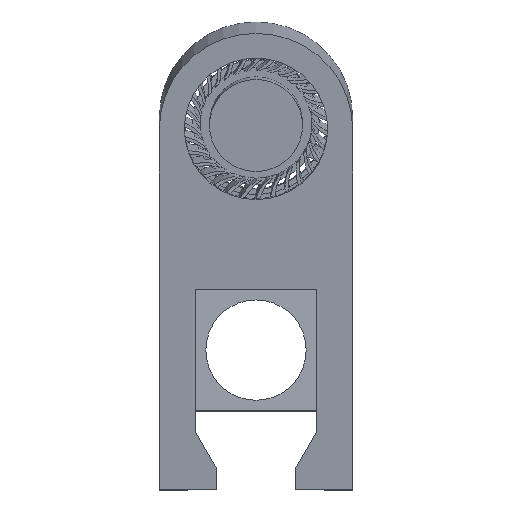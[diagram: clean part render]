
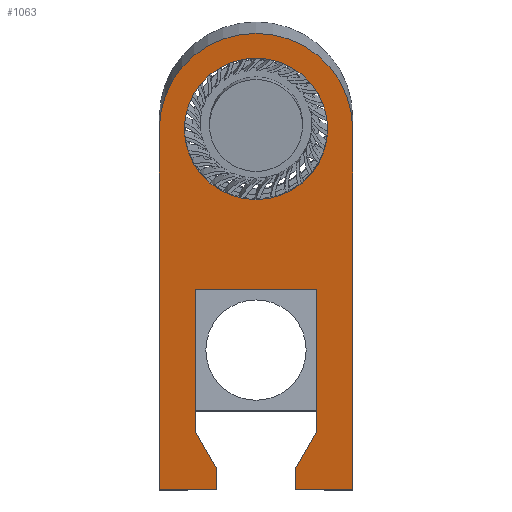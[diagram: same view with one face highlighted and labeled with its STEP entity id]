
A CAD part, top view. The second image highlights one B-rep face of the part: STEP entity #1063.
In plain terms, the highlighted planar face has unit normal (0, -0.161, 0.987).
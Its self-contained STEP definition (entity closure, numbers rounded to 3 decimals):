
#35 = VERTEX_POINT ( 'NONE', #7506 ) ;
#112 = CARTESIAN_POINT ( 'NONE',  ( -17., 17., -5.752 ) ) ;
#189 = CARTESIAN_POINT ( 'NONE',  ( 27., 88.393, 5.87 ) ) ;
#462 = CARTESIAN_POINT ( 'NONE',  ( -11., 88.393, 5.87 ) ) ;
#465 = VERTEX_POINT ( 'NONE', #8719 ) ;
#855 = EDGE_CURVE ( 'NONE', #4626, #952, #6636, .T. ) ;
#952 = VERTEX_POINT ( 'NONE', #1287 ) ;
#1043 = DIRECTION ( 'NONE',  ( 0., 0.987, 0.161 ) ) ;
#1063 = ADVANCED_FACE ( 'NONE', ( #4449, #6707 ), #3352, .F. ) ;
#1088 = VERTEX_POINT ( 'NONE', #6135 ) ;
#1091 = EDGE_CURVE ( 'NONE', #5753, #35, #11689, .T. ) ;
#1287 = CARTESIAN_POINT ( 'NONE',  ( 17., 17., -5.752 ) ) ;
#1420 = AXIS2_PLACEMENT_3D ( 'NONE', #189, #4590, #7807 ) ;
#1437 = ORIENTED_EDGE ( 'NONE', *, *, #13457, .T. ) ;
#1485 = DIRECTION ( 'NONE',  ( 0., 0.987, 0.161 ) ) ;
#1488 = EDGE_CURVE ( 'NONE', #465, #5336, #13631, .T. ) ;
#1657 = VECTOR ( 'NONE', #1043, 1000. ) ;
#1945 = CARTESIAN_POINT ( 'NONE',  ( -54.591, 42.503, -1.601 ) ) ;
#2102 = CARTESIAN_POINT ( 'NONE',  ( 27., 17., -5.752 ) ) ;
#2197 = VECTOR ( 'NONE', #8360, 1000. ) ;
#2339 = EDGE_CURVE ( 'NONE', #2574, #13814, #3316, .T. ) ;
#2432 = LINE ( 'NONE', #8000, #12341 ) ;
#2574 = VERTEX_POINT ( 'NONE', #10901 ) ;
#2685 = EDGE_LOOP ( 'NONE', ( #11089, #1437 ) ) ;
#2713 = ORIENTED_EDGE ( 'NONE', *, *, #6212, .T. ) ;
#2823 = VECTOR ( 'NONE', #13774, 1000. ) ;
#2985 = VECTOR ( 'NONE', #3340, 1000. ) ;
#3064 = CARTESIAN_POINT ( 'NONE',  ( 27., 88.393, 5.87 ) ) ;
#3138 = ORIENTED_EDGE ( 'NONE', *, *, #2339, .F. ) ;
#3288 = CARTESIAN_POINT ( 'NONE',  ( 27., -39., -14.868 ) ) ;
#3316 = LINE ( 'NONE', #7773, #6692 ) ;
#3340 = DIRECTION ( 'NONE',  ( 0., -0.987, -0.161 ) ) ;
#3352 = PLANE ( 'NONE',  #1420 ) ;
#3357 = DIRECTION ( 'NONE',  ( 0.495, 0.858, 0.14 ) ) ;
#3462 = DIRECTION ( 'NONE',  ( -1., 0., 0. ) ) ;
#3686 = LINE ( 'NONE', #12605, #14391 ) ;
#3769 = VERTEX_POINT ( 'NONE', #7409 ) ;
#3846 = CARTESIAN_POINT ( 'NONE',  ( 0., 61.744, 1.532 ) ) ;
#4188 = CIRCLE ( 'NONE', #8170, 20. ) ;
#4272 = LINE ( 'NONE', #8727, #6298 ) ;
#4404 = VERTEX_POINT ( 'NONE', #10071 ) ;
#4449 = FACE_BOUND ( 'NONE', #2685, .T. ) ;
#4583 = VERTEX_POINT ( 'NONE', #8107 ) ;
#4590 = DIRECTION ( 'NONE',  ( 0., 0.161, -0.987 ) ) ;
#4626 = VERTEX_POINT ( 'NONE', #12928 ) ;
#4720 = CARTESIAN_POINT ( 'NONE',  ( -17., 88.393, 5.87 ) ) ;
#4800 = DIRECTION ( 'NONE',  ( 0., 0.161, -0.987 ) ) ;
#4904 = CARTESIAN_POINT ( 'NONE',  ( 0., 61.744, 1.532 ) ) ;
#4929 = DIRECTION ( 'NONE',  ( 0., 0.987, 0.161 ) ) ;
#4974 = VERTEX_POINT ( 'NONE', #10349 ) ;
#5033 = DIRECTION ( 'NONE',  ( -1., 0., 0. ) ) ;
#5180 = ORIENTED_EDGE ( 'NONE', *, *, #12802, .T. ) ;
#5336 = VERTEX_POINT ( 'NONE', #8207 ) ;
#5448 = DIRECTION ( 'NONE',  ( -0.495, 0.858, 0.14 ) ) ;
#5541 = ORIENTED_EDGE ( 'NONE', *, *, #11416, .T. ) ;
#5696 = EDGE_CURVE ( 'NONE', #952, #12543, #10887, .T. ) ;
#5753 = VERTEX_POINT ( 'NONE', #3288 ) ;
#5929 = EDGE_CURVE ( 'NONE', #4974, #13599, #12687, .T. ) ;
#5981 = DIRECTION ( 'NONE',  ( 0., -0.161, 0.987 ) ) ;
#5983 = CARTESIAN_POINT ( 'NONE',  ( 27., -39., -14.868 ) ) ;
#6135 = CARTESIAN_POINT ( 'NONE',  ( 0., 81.484, 4.745 ) ) ;
#6212 = EDGE_CURVE ( 'NONE', #3769, #13814, #4272, .T. ) ;
#6293 = EDGE_CURVE ( 'NONE', #5336, #12543, #2432, .T. ) ;
#6298 = VECTOR ( 'NONE', #12083, 1000. ) ;
#6636 = LINE ( 'NONE', #8498, #2197 ) ;
#6682 = VERTEX_POINT ( 'NONE', #9001 ) ;
#6692 = VECTOR ( 'NONE', #3462, 1000. ) ;
#6707 = FACE_OUTER_BOUND ( 'NONE', #14284, .T. ) ;
#7366 = EDGE_CURVE ( 'NONE', #4583, #465, #11013, .T. ) ;
#7409 = CARTESIAN_POINT ( 'NONE',  ( -27., 61.744, 1.532 ) ) ;
#7506 = CARTESIAN_POINT ( 'NONE',  ( 11., -39., -14.868 ) ) ;
#7508 = ORIENTED_EDGE ( 'NONE', *, *, #6293, .T. ) ;
#7516 = ORIENTED_EDGE ( 'NONE', *, *, #14426, .F. ) ;
#7611 = AXIS2_PLACEMENT_3D ( 'NONE', #4904, #10534, #8269 ) ;
#7667 = VECTOR ( 'NONE', #3357, 1000. ) ;
#7699 = EDGE_CURVE ( 'NONE', #13599, #4626, #11677, .T. ) ;
#7715 = EDGE_CURVE ( 'NONE', #1088, #6682, #4188, .T. ) ;
#7773 = CARTESIAN_POINT ( 'NONE',  ( 27., -39., -14.868 ) ) ;
#7797 = LINE ( 'NONE', #3064, #2985 ) ;
#7801 = ORIENTED_EDGE ( 'NONE', *, *, #1091, .F. ) ;
#7807 = DIRECTION ( 'NONE',  ( 0., 0.987, 0.161 ) ) ;
#8000 = CARTESIAN_POINT ( 'NONE',  ( -17., 88.393, 5.87 ) ) ;
#8107 = CARTESIAN_POINT ( 'NONE',  ( -11., -33., -13.892 ) ) ;
#8170 = AXIS2_PLACEMENT_3D ( 'NONE', #3846, #4800, #8313 ) ;
#8207 = CARTESIAN_POINT ( 'NONE',  ( -17., -15.125, -10.982 ) ) ;
#8269 = DIRECTION ( 'NONE',  ( 0., 0.987, 0.161 ) ) ;
#8285 = ORIENTED_EDGE ( 'NONE', *, *, #855, .F. ) ;
#8313 = DIRECTION ( 'NONE',  ( 0., 0.987, 0.161 ) ) ;
#8315 = ORIENTED_EDGE ( 'NONE', *, *, #7366, .T. ) ;
#8360 = DIRECTION ( 'NONE',  ( 0., 0.987, 0.161 ) ) ;
#8367 = CARTESIAN_POINT ( 'NONE',  ( -27., -39., -14.868 ) ) ;
#8391 = ORIENTED_EDGE ( 'NONE', *, *, #5929, .F. ) ;
#8457 = DIRECTION ( 'NONE',  ( 0., 0.987, 0.161 ) ) ;
#8498 = CARTESIAN_POINT ( 'NONE',  ( 17., 88.393, 5.87 ) ) ;
#8719 = CARTESIAN_POINT ( 'NONE',  ( -17., -22.608, -12.2 ) ) ;
#8727 = CARTESIAN_POINT ( 'NONE',  ( -27., 88.393, 5.87 ) ) ;
#9001 = CARTESIAN_POINT ( 'NONE',  ( 0., 42.004, -1.682 ) ) ;
#9052 = CIRCLE ( 'NONE', #7611, 20. ) ;
#9872 = ORIENTED_EDGE ( 'NONE', *, *, #7699, .F. ) ;
#10071 = CARTESIAN_POINT ( 'NONE',  ( 27., 61.744, 1.532 ) ) ;
#10349 = CARTESIAN_POINT ( 'NONE',  ( 11., -33., -13.892 ) ) ;
#10358 = ORIENTED_EDGE ( 'NONE', *, *, #1488, .T. ) ;
#10434 = DIRECTION ( 'NONE',  ( 0., 0.987, 0.161 ) ) ;
#10493 = VECTOR ( 'NONE', #8457, 1000. ) ;
#10534 = DIRECTION ( 'NONE',  ( 0., 0.161, -0.987 ) ) ;
#10887 = LINE ( 'NONE', #2102, #13248 ) ;
#10899 = AXIS2_PLACEMENT_3D ( 'NONE', #11538, #5981, #10434 ) ;
#10901 = CARTESIAN_POINT ( 'NONE',  ( -11., -39., -14.868 ) ) ;
#11013 = LINE ( 'NONE', #1945, #11653 ) ;
#11089 = ORIENTED_EDGE ( 'NONE', *, *, #7715, .T. ) ;
#11416 = EDGE_CURVE ( 'NONE', #2574, #4583, #12746, .T. ) ;
#11538 = CARTESIAN_POINT ( 'NONE',  ( 0., 61.744, 1.532 ) ) ;
#11593 = CARTESIAN_POINT ( 'NONE',  ( 67.828, 65.43, 2.132 ) ) ;
#11653 = VECTOR ( 'NONE', #5448, 1000. ) ;
#11677 = LINE ( 'NONE', #11745, #10493 ) ;
#11689 = LINE ( 'NONE', #5983, #13107 ) ;
#11745 = CARTESIAN_POINT ( 'NONE',  ( 17., 88.393, 5.87 ) ) ;
#12083 = DIRECTION ( 'NONE',  ( 0., -0.987, -0.161 ) ) ;
#12270 = ORIENTED_EDGE ( 'NONE', *, *, #5696, .F. ) ;
#12341 = VECTOR ( 'NONE', #4929, 1000. ) ;
#12543 = VERTEX_POINT ( 'NONE', #112 ) ;
#12605 = CARTESIAN_POINT ( 'NONE',  ( 11., 88.393, 5.87 ) ) ;
#12687 = LINE ( 'NONE', #11593, #7667 ) ;
#12746 = LINE ( 'NONE', #462, #2823 ) ;
#12802 = EDGE_CURVE ( 'NONE', #4404, #3769, #13704, .T. ) ;
#12928 = CARTESIAN_POINT ( 'NONE',  ( 17., -15.125, -10.982 ) ) ;
#13089 = DIRECTION ( 'NONE',  ( -1., 0., 0. ) ) ;
#13107 = VECTOR ( 'NONE', #5033, 1000. ) ;
#13113 = EDGE_CURVE ( 'NONE', #35, #4974, #3686, .T. ) ;
#13248 = VECTOR ( 'NONE', #13089, 1000. ) ;
#13457 = EDGE_CURVE ( 'NONE', #6682, #1088, #9052, .T. ) ;
#13599 = VERTEX_POINT ( 'NONE', #14340 ) ;
#13631 = LINE ( 'NONE', #4720, #1657 ) ;
#13704 = CIRCLE ( 'NONE', #10899, 27. ) ;
#13774 = DIRECTION ( 'NONE',  ( 0., 0.987, 0.161 ) ) ;
#13814 = VERTEX_POINT ( 'NONE', #8367 ) ;
#13969 = ORIENTED_EDGE ( 'NONE', *, *, #13113, .F. ) ;
#14284 = EDGE_LOOP ( 'NONE', ( #13969, #7801, #7516, #5180, #2713, #3138, #5541, #8315, #10358, #7508, #12270, #8285, #9872, #8391 ) ) ;
#14340 = CARTESIAN_POINT ( 'NONE',  ( 17., -22.608, -12.2 ) ) ;
#14391 = VECTOR ( 'NONE', #1485, 1000. ) ;
#14426 = EDGE_CURVE ( 'NONE', #4404, #5753, #7797, .T. ) ;
